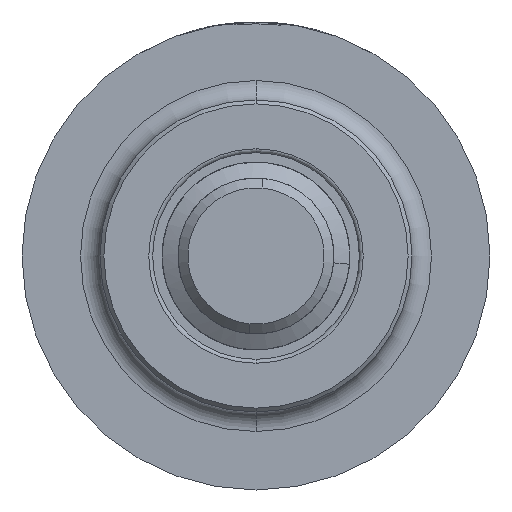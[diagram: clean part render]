
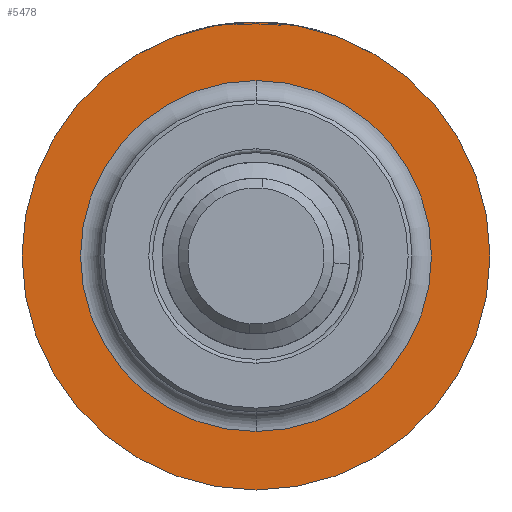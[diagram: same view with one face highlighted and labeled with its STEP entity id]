
A CAD part, front view. The second image highlights one B-rep face of the part: STEP entity #5478.
In plain terms, the highlighted planar face has unit normal (0, -1, 0).
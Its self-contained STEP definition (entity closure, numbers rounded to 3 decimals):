
#162 = VERTEX_POINT ( 'NONE', #2127 ) ;
#236 = ORIENTED_EDGE ( 'NONE', *, *, #2885, .F. ) ;
#434 = DIRECTION ( 'NONE',  ( 0., 0., -1. ) ) ;
#541 = DIRECTION ( 'NONE',  ( 0., -1., 0. ) ) ;
#698 = DIRECTION ( 'NONE',  ( 0., 0., -1. ) ) ;
#948 = DIRECTION ( 'NONE',  ( 0., -1., 0. ) ) ;
#1268 = CARTESIAN_POINT ( 'NONE',  ( 0., 9.42, -9. ) ) ;
#1703 = ORIENTED_EDGE ( 'NONE', *, *, #7364, .F. ) ;
#1943 = CARTESIAN_POINT ( 'NONE',  ( 0., 9.42, 0. ) ) ;
#2127 = CARTESIAN_POINT ( 'NONE',  ( 0., 9.42, 12. ) ) ;
#2182 = VERTEX_POINT ( 'NONE', #4854 ) ;
#2885 = EDGE_CURVE ( 'NONE', #3744, #2182, #4312, .T. ) ;
#2887 = AXIS2_PLACEMENT_3D ( 'NONE', #7056, #5761, #7690 ) ;
#3025 = CARTESIAN_POINT ( 'NONE',  ( 0., 9.42, 0. ) ) ;
#3530 = VERTEX_POINT ( 'NONE', #5695 ) ;
#3744 = VERTEX_POINT ( 'NONE', #1268 ) ;
#3759 = DIRECTION ( 'NONE',  ( 0., -1., 0. ) ) ;
#3790 = AXIS2_PLACEMENT_3D ( 'NONE', #1943, #4386, #698 ) ;
#3819 = ORIENTED_EDGE ( 'NONE', *, *, #4373, .T. ) ;
#4005 = FACE_OUTER_BOUND ( 'NONE', #4345, .T. ) ;
#4047 = EDGE_LOOP ( 'NONE', ( #236, #1703 ) ) ;
#4106 = CIRCLE ( 'NONE', #7124, 12. ) ;
#4152 = EDGE_CURVE ( 'NONE', #3530, #162, #6834, .T. ) ;
#4303 = DIRECTION ( 'NONE',  ( 0., 0., -1. ) ) ;
#4312 = CIRCLE ( 'NONE', #3790, 9. ) ;
#4345 = EDGE_LOOP ( 'NONE', ( #4567, #3819 ) ) ;
#4373 = EDGE_CURVE ( 'NONE', #162, #3530, #4106, .T. ) ;
#4386 = DIRECTION ( 'NONE',  ( 0., -1., 0. ) ) ;
#4567 = ORIENTED_EDGE ( 'NONE', *, *, #4152, .T. ) ;
#4767 = AXIS2_PLACEMENT_3D ( 'NONE', #5412, #541, #434 ) ;
#4854 = CARTESIAN_POINT ( 'NONE',  ( 0., 9.42, 9. ) ) ;
#4976 = AXIS2_PLACEMENT_3D ( 'NONE', #5762, #3759, #4303 ) ;
#5008 = PLANE ( 'NONE',  #4976 ) ;
#5243 = DIRECTION ( 'NONE',  ( 0., 0., -1. ) ) ;
#5412 = CARTESIAN_POINT ( 'NONE',  ( 0., 9.42, 0. ) ) ;
#5456 = CIRCLE ( 'NONE', #4767, 9. ) ;
#5478 = ADVANCED_FACE ( 'NONE', ( #4005, #7793 ), #5008, .T. ) ;
#5695 = CARTESIAN_POINT ( 'NONE',  ( 0., 9.42, -12. ) ) ;
#5761 = DIRECTION ( 'NONE',  ( 0., -1., 0. ) ) ;
#5762 = CARTESIAN_POINT ( 'NONE',  ( 9., 9.42, 0. ) ) ;
#6834 = CIRCLE ( 'NONE', #2887, 12. ) ;
#7056 = CARTESIAN_POINT ( 'NONE',  ( 0., 9.42, 0. ) ) ;
#7124 = AXIS2_PLACEMENT_3D ( 'NONE', #3025, #948, #5243 ) ;
#7364 = EDGE_CURVE ( 'NONE', #2182, #3744, #5456, .T. ) ;
#7690 = DIRECTION ( 'NONE',  ( 0., 0., -1. ) ) ;
#7793 = FACE_BOUND ( 'NONE', #4047, .T. ) ;
